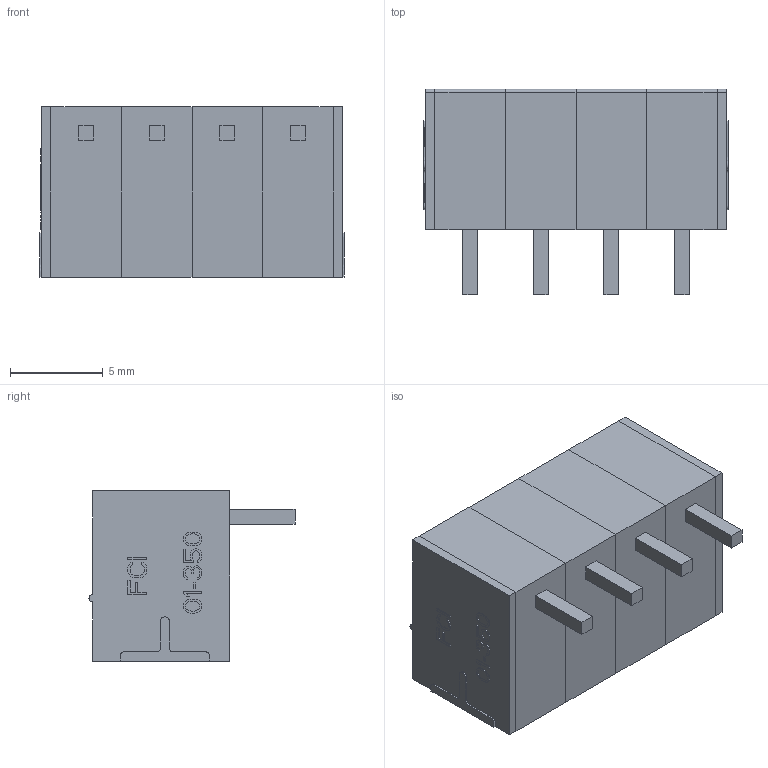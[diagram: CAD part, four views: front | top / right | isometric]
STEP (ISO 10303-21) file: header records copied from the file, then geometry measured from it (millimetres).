
FILE_DESCRIPTION (( 'STEP AP214' ), '1' );
FILE_NAME ('FCI 06-381 4Pos.STEP', '2015-11-28T04:58:44', ( '' ), ( '' ), 'SwSTEP 2.0', 'SolidWorks 2015', '' );
FILE_SCHEMA (( 'AUTOMOTIVE_DESIGN' ));
Length unit declared in the file: millimetre
Products named in the file (4): 20020110-D-CM; 20020110-D-REM; FCI 06-381 4Pos; 20020110-D-LEM
Assembly tree (6 placements, depth 2):
  FCI 06-381 4Pos
    20020110-D-LEM
    20020110-D-CM  x4
    20020110-D-REM
Bounding box: 16.43 x 11.12 x 9.2 mm (x, y, z)
Volume: 644.6 mm3; surface area: 2204.7 mm2
Topology: 6 solids, 6 shells, 533 faces, 1474 edges, 980 vertices
Faces by surface type: plane 465, cylinder 52, bspline 8, cone 8
Entity records: 15571 total; most frequent: CARTESIAN_POINT 2126, ORIENTED_EDGE 2024, DIRECTION 1786, EDGE_CURVE 1012, LINE 958, VECTOR 958, VERTEX_POINT 674, AXIS2_PLACEMENT_3D 414
